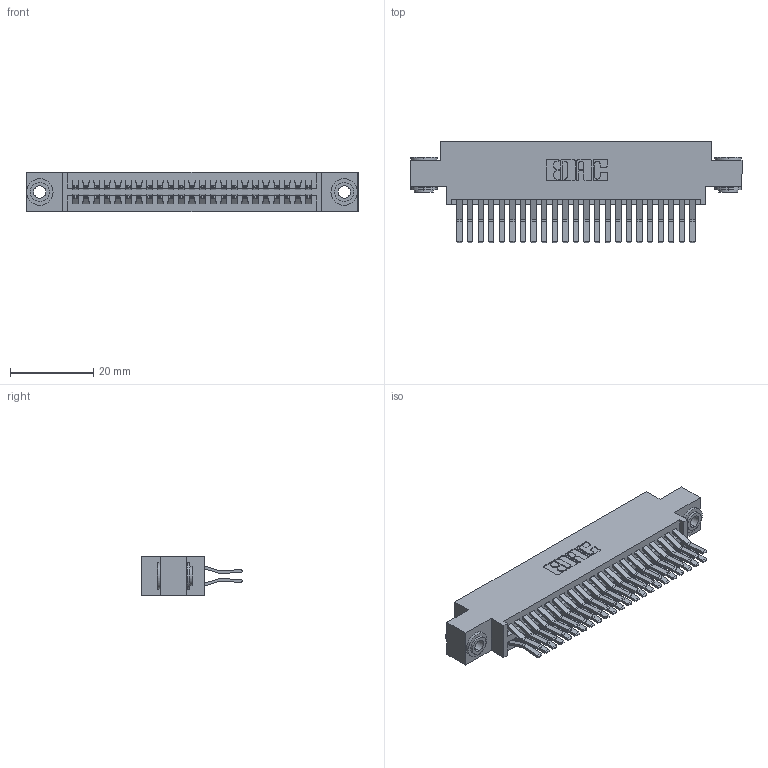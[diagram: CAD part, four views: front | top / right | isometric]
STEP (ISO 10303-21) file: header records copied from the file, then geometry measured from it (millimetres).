
FILE_DESCRIPTION (( 'STEP AP203' ), '1' );
FILE_NAME ('345-046-560-803.STEP', '2018-09-10T07:13:22', ( '' ), ( '' ), 'SwSTEP 2.0', 'SolidWorks 2016', '' );
FILE_SCHEMA (( 'CONFIG_CONTROL_DESIGN' ));
Length unit declared in the file: inch
Products named in the file (4): 345-292-001_560 Tail; 345-250-002_345-250-002-102; 345-046-560-803; 345 Part_0.170 Offset - 0.156 Dia-TH
Assembly tree (49 placements, depth 2):
  345-046-560-803
    345 Part_0.170 Offset - 0.156 Dia-TH
    345-292-001_560 Tail  x46
    345-250-002_345-250-002-102  x2
Bounding box: 79.63 x 24.45 x 9.4 mm (x, y, z)
Volume: 7766.4 mm3; surface area: 12235.9 mm2
Topology: 49 solids, 49 shells, 2560 faces, 7559 edges, 4974 vertices
Faces by surface type: plane 1612, cylinder 940, cone 8
Entity records: 21474 total; most frequent: CARTESIAN_POINT 3595, ORIENTED_EDGE 3522, DIRECTION 3227, EDGE_CURVE 1761, VECTOR 1509, LINE 1509, VERTEX_POINT 1170, AXIS2_PLACEMENT_3D 859
